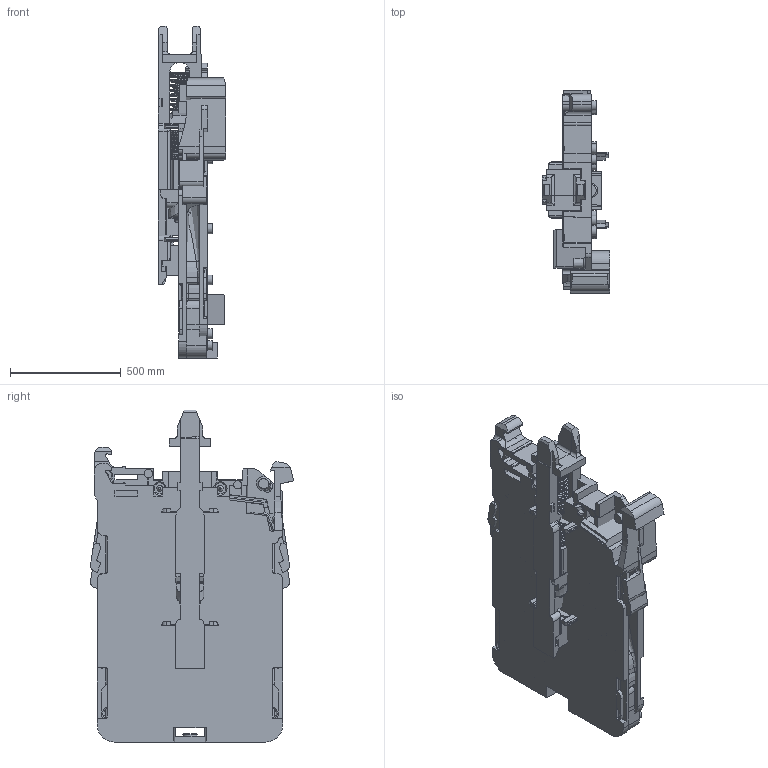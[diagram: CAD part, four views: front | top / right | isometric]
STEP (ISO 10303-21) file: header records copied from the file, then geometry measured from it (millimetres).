
FILE_DESCRIPTION(/* description */ (''),/* implementation_level */ '2;1');
FILE_NAME(/* name */ 'D7-X11D.stp',/* time_stamp */ '2015-06-01T06:44:13-04:00',/* author */ ('wus90005'),/* organization */ (''),/* preprocessor_version */ 'ST-DEVELOPER v15.5',/* originating_system */ 'AutoCAD Mechanical',/* authorisation */ '');
FILE_SCHEMA (('AUTOMOTIVE_DESIGN { 1 0 10303 214 3 1 1 }'));
Products named in the file (11): 40359-058; 40359-079; 40359-048; 40359-057; 40359-049; 40359-227; 40359-223; 40359-303-2NC_ASM; 40359-059; 40359-224; Product
Bounding box: 303.71 x 918.9 x 1501.23 mm (x, y, z)
Volume: 111401248.8 mm3; surface area: 8633163.7 mm2
Topology: 10 solids, 10 shells, 1738 faces, 4663 edges, 2996 vertices
Faces by surface type: plane 1146, cylinder 397, cone 91, bspline 47, torus 41, sphere 16
Full cylindrical faces by diameter (mm): 27.94 x2, 30.48 x2, 45.72 x10, 50.8 x16, 67.31 x1, 76.2 x5, 78.74 x2, 93.98 x2
Entity records: 68926 total; most frequent: CARTESIAN_POINT 27153, ORIENTED_EDGE 8790, DIRECTION 8367, EDGE_CURVE 4395, LINE 3159, VECTOR 3159, VERTEX_POINT 2874, AXIS2_PLACEMENT_3D 2604
